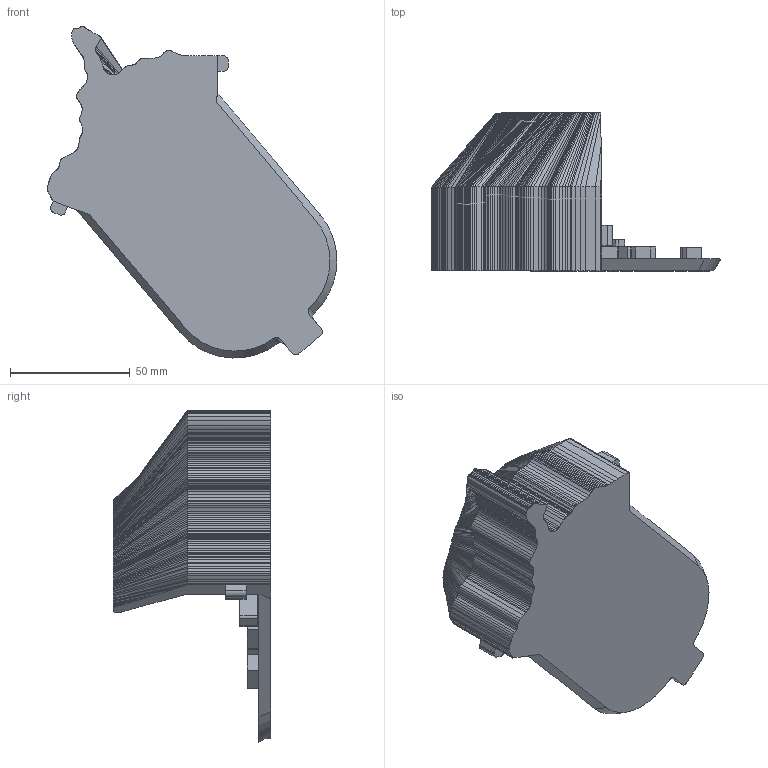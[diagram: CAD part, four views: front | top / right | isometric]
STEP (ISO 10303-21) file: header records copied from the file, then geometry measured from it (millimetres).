
FILE_DESCRIPTION(/* description */ (''),/* implementation_level */ '2;1');
FILE_NAME(/* name */ 'Base sol-agua_V4_x1.stp',/* time_stamp */ '2024-11-22T16:14:57Z',/* author */ ('patri'),/* organization */ (''),/* preprocessor_version */ 'ST-DEVELOPER v19.2',/* originating_system */ 'Autodesk Inventor 2024',/* authorisation */ '');
FILE_SCHEMA (('AUTOMOTIVE_DESIGN { 1 0 10303 214 3 1 1 }'));
Length unit declared in the file: millimetre
Products named in the file (1): isla gran canaria 4
Bounding box: 121.16 x 66 x 138.82 mm (x, y, z)
Volume: 125000.4 mm3; surface area: 39423.7 mm2
Topology: 1 solids, 1 shells, 475 faces, 1225 edges, 756 vertices
Faces by surface type: bspline 198, cylinder 188, plane 83, torus 4, cone 2
Entity records: 17533 total; most frequent: CARTESIAN_POINT 6668, ORIENTED_EDGE 2450, DIRECTION 1972, EDGE_CURVE 1225, VERTEX_POINT 756, AXIS2_PLACEMENT_3D 681, LINE 610, VECTOR 610
